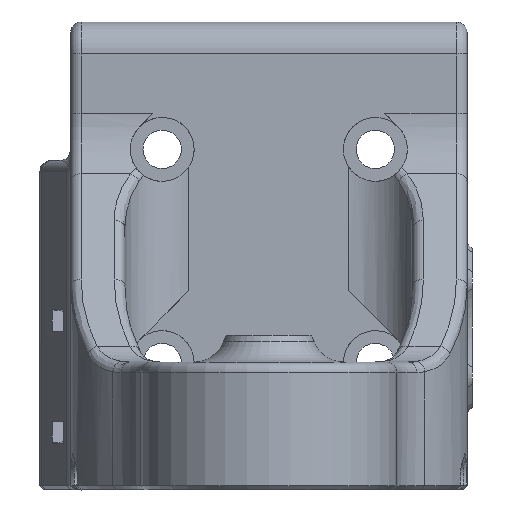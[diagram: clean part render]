
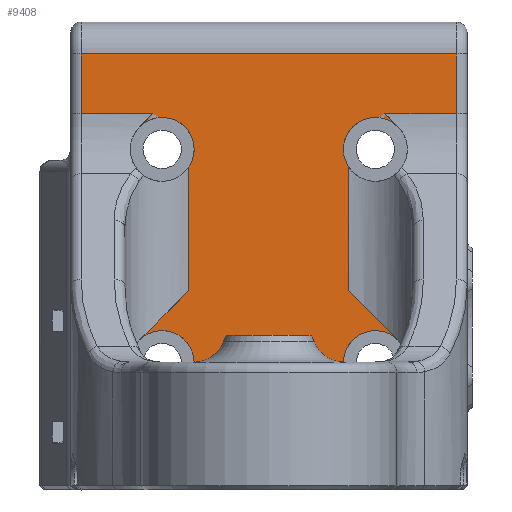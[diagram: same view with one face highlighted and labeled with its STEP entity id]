
A CAD part, front view. The second image highlights one B-rep face of the part: STEP entity #9408.
In plain terms, the highlighted planar face has unit normal (0, -1, 0).
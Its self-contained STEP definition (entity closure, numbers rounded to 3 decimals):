
#508=CIRCLE('',#10014,3.);
#512=CIRCLE('',#10021,3.);
#546=CIRCLE('',#10069,3.);
#547=CIRCLE('',#10070,3.);
#548=CIRCLE('',#10071,3.);
#1147=FACE_OUTER_BOUND('',#1729,.T.);
#1729=EDGE_LOOP('',(#6444,#6445,#6446,#6447,#6448,#6449,#6450,#6451,#6452,
#6453,#6454,#6455,#6456,#6457,#6458,#6459,#6460));
#2394=LINE('',#13928,#3143);
#2395=LINE('',#13934,#3144);
#2398=LINE('',#13942,#3147);
#2399=LINE('',#13948,#3148);
#2401=LINE('',#13953,#3150);
#2404=LINE('',#14022,#3153);
#2407=LINE('',#14077,#3156);
#2417=LINE('',#14137,#3166);
#2434=LINE('',#14201,#3183);
#2435=LINE('',#14205,#3184);
#2436=LINE('',#14209,#3185);
#2437=LINE('',#14210,#3186);
#3143=VECTOR('',#11098,10.);
#3144=VECTOR('',#11103,10.);
#3147=VECTOR('',#11110,10.);
#3148=VECTOR('',#11115,10.);
#3150=VECTOR('',#11119,10.);
#3153=VECTOR('',#11134,10.);
#3156=VECTOR('',#11149,10.);
#3166=VECTOR('',#11211,10.);
#3183=VECTOR('',#11264,10.);
#3184=VECTOR('',#11269,10.);
#3185=VECTOR('',#11274,10.);
#3186=VECTOR('',#11275,10.);
#3909=VERTEX_POINT('',#13924);
#3910=VERTEX_POINT('',#13926);
#3911=VERTEX_POINT('',#13930);
#3913=VERTEX_POINT('',#13933);
#3915=VERTEX_POINT('',#13938);
#3916=VERTEX_POINT('',#13940);
#3917=VERTEX_POINT('',#13944);
#3919=VERTEX_POINT('',#13947);
#3920=VERTEX_POINT('',#13951);
#3921=VERTEX_POINT('',#13952);
#3929=VERTEX_POINT('',#14021);
#3937=VERTEX_POINT('',#14076);
#3948=VERTEX_POINT('',#14105);
#3951=VERTEX_POINT('',#14113);
#3986=VERTEX_POINT('',#14200);
#3987=VERTEX_POINT('',#14204);
#3988=VERTEX_POINT('',#14206);
#4829=EDGE_CURVE('',#3910,#3909,#2394,.T.);
#4831=EDGE_CURVE('',#3913,#3911,#2395,.T.);
#4835=EDGE_CURVE('',#3916,#3915,#2398,.T.);
#4837=EDGE_CURVE('',#3919,#3917,#2399,.T.);
#4839=EDGE_CURVE('',#3920,#3921,#2401,.T.);
#4845=EDGE_CURVE('',#3910,#3921,#508,.T.);
#4851=EDGE_CURVE('',#3909,#3929,#2404,.T.);
#4861=EDGE_CURVE('',#3916,#3929,#512,.T.);
#4863=EDGE_CURVE('',#3915,#3937,#2407,.T.);
#4891=EDGE_CURVE('',#3948,#3951,#2417,.T.);
#4923=EDGE_CURVE('',#3951,#3986,#2434,.T.);
#4925=EDGE_CURVE('',#3987,#3911,#2435,.T.);
#4926=EDGE_CURVE('',#3987,#3988,#546,.T.);
#4927=EDGE_CURVE('',#3988,#3919,#547,.T.);
#4928=EDGE_CURVE('',#3986,#3917,#2436,.T.);
#4929=EDGE_CURVE('',#3937,#3948,#2437,.T.);
#4930=EDGE_CURVE('',#3920,#3913,#548,.T.);
#6444=ORIENTED_EDGE('',*,*,#4925,.F.);
#6445=ORIENTED_EDGE('',*,*,#4926,.T.);
#6446=ORIENTED_EDGE('',*,*,#4927,.T.);
#6447=ORIENTED_EDGE('',*,*,#4837,.T.);
#6448=ORIENTED_EDGE('',*,*,#4928,.F.);
#6449=ORIENTED_EDGE('',*,*,#4923,.F.);
#6450=ORIENTED_EDGE('',*,*,#4891,.F.);
#6451=ORIENTED_EDGE('',*,*,#4929,.F.);
#6452=ORIENTED_EDGE('',*,*,#4863,.F.);
#6453=ORIENTED_EDGE('',*,*,#4835,.F.);
#6454=ORIENTED_EDGE('',*,*,#4861,.T.);
#6455=ORIENTED_EDGE('',*,*,#4851,.F.);
#6456=ORIENTED_EDGE('',*,*,#4829,.F.);
#6457=ORIENTED_EDGE('',*,*,#4845,.T.);
#6458=ORIENTED_EDGE('',*,*,#4839,.F.);
#6459=ORIENTED_EDGE('',*,*,#4930,.T.);
#6460=ORIENTED_EDGE('',*,*,#4831,.T.);
#9137=PLANE('',#10068);
#9408=ADVANCED_FACE('',(#1147),#9137,.F.);
#10014=AXIS2_PLACEMENT_3D('',#13974,#11127,#11128);
#10021=AXIS2_PLACEMENT_3D('',#14068,#11145,#11146);
#10068=AXIS2_PLACEMENT_3D('',#14203,#11267,#11268);
#10069=AXIS2_PLACEMENT_3D('',#14207,#11270,#11271);
#10070=AXIS2_PLACEMENT_3D('',#14208,#11272,#11273);
#10071=AXIS2_PLACEMENT_3D('',#14211,#11276,#11277);
#11098=DIRECTION('',(0.707,0.,0.707));
#11103=DIRECTION('',(-0.707,0.,0.707));
#11110=DIRECTION('',(0.707,0.,0.707));
#11115=DIRECTION('',(-0.707,0.,0.707));
#11119=DIRECTION('',(-1.,0.,0.));
#11127=DIRECTION('center_axis',(0.,1.,0.));
#11128=DIRECTION('ref_axis',(1.,0.,0.));
#11134=DIRECTION('',(0.,0.,1.));
#11145=DIRECTION('center_axis',(0.,1.,0.));
#11146=DIRECTION('ref_axis',(1.,0.,0.));
#11149=DIRECTION('',(-1.,0.,0.));
#11211=DIRECTION('',(1.,0.,0.));
#11264=DIRECTION('',(0.,0.,-1.));
#11267=DIRECTION('center_axis',(0.,1.,0.));
#11268=DIRECTION('ref_axis',(0.,0.,
1.));
#11269=DIRECTION('',(0.,0.,-1.));
#11270=DIRECTION('center_axis',(0.,1.,0.));
#11271=DIRECTION('ref_axis',(1.,0.,0.));
#11272=DIRECTION('center_axis',(0.,1.,0.));
#11273=DIRECTION('ref_axis',(1.,0.,0.));
#11274=DIRECTION('',(-1.,0.,0.));
#11275=DIRECTION('',(0.,0.,1.));
#11276=DIRECTION('center_axis',(0.,1.,0.));
#11277=DIRECTION('ref_axis',(1.,0.,0.));
#13924=CARTESIAN_POINT('',(69.899,83.19,-335.53));
#13926=CARTESIAN_POINT('',(65.274,83.19,-340.155));
#13928=CARTESIAN_POINT('',(65.274,83.19,-340.155));
#13930=CARTESIAN_POINT('',(84.899,83.19,-335.538));
#13933=CARTESIAN_POINT('',(89.517,83.19,-340.155));
#13934=CARTESIAN_POINT('',(89.517,83.19,-340.155));
#13938=CARTESIAN_POINT('',(66.517,83.19,-318.913));
#13940=CARTESIAN_POINT('',(65.274,83.19,-320.155));
#13942=CARTESIAN_POINT('',(65.274,83.19,-320.155));
#13944=CARTESIAN_POINT('',(88.274,83.19,-318.913));
#13947=CARTESIAN_POINT('',(89.517,83.19,-320.155));
#13948=CARTESIAN_POINT('',(89.517,83.19,-320.155));
#13951=CARTESIAN_POINT('',(84.395,83.19,-342.277));
#13952=CARTESIAN_POINT('',(70.395,83.19,-342.277));
#13953=CARTESIAN_POINT('',(68.397,83.19,-342.277));
#13974=CARTESIAN_POINT('Origin',(67.395,83.19,-342.277));
#14021=CARTESIAN_POINT('',(69.899,83.19,-323.929));
#14022=CARTESIAN_POINT('',(69.899,83.19,-315.977));
#14068=CARTESIAN_POINT('Origin',(67.395,83.19,-322.277));
#14076=CARTESIAN_POINT('',(59.799,83.19,-318.913));
#14077=CARTESIAN_POINT('',(59.395,83.19,-318.913));
#14105=CARTESIAN_POINT('',(59.799,83.19,-313.327));
#14113=CARTESIAN_POINT('',(94.999,83.19,-313.327));
#14137=CARTESIAN_POINT('',(67.671,83.19,-313.327));
#14200=CARTESIAN_POINT('',(94.999,83.19,-318.913));
#14201=CARTESIAN_POINT('',(94.999,83.19,-335.927));
#14203=CARTESIAN_POINT('Origin',(59.395,83.19,-319.627));
#14204=CARTESIAN_POINT('',(84.899,83.19,-323.941));
#14205=CARTESIAN_POINT('',(84.899,83.19,-315.977));
#14206=CARTESIAN_POINT('',(84.395,83.19,-322.277));
#14207=CARTESIAN_POINT('Origin',(87.395,83.19,-322.277));
#14208=CARTESIAN_POINT('Origin',(87.395,83.19,-322.277));
#14209=CARTESIAN_POINT('',(59.395,83.19,-318.913));
#14210=CARTESIAN_POINT('',(59.799,83.19,-337.927));
#14211=CARTESIAN_POINT('Origin',(87.395,83.19,-342.277));
